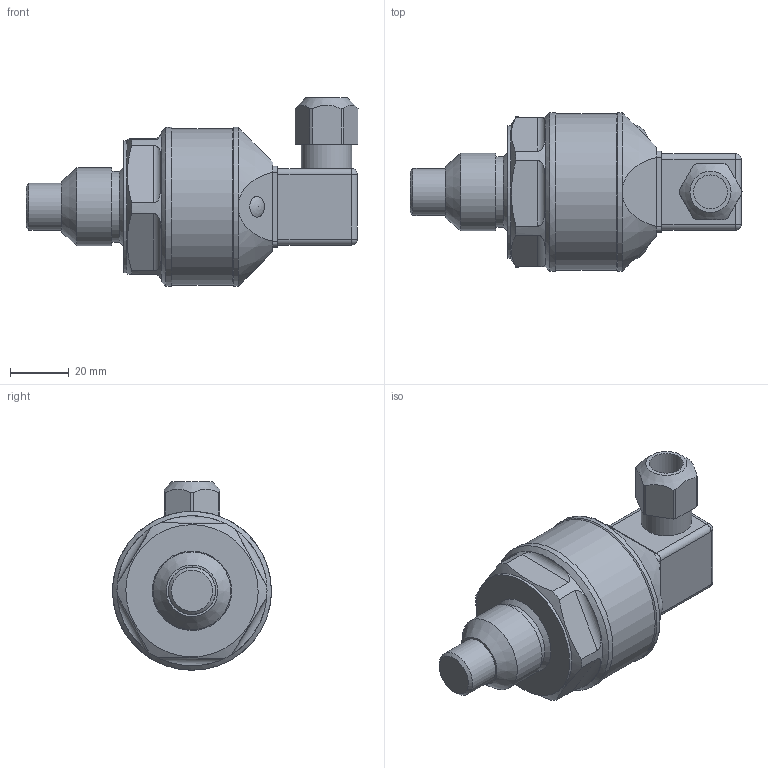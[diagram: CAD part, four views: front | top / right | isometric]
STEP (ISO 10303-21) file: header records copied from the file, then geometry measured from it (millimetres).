
FILE_DESCRIPTION(/* description */ ('Unknown'),/* implementation_level */ '2;1');
FILE_NAME(/* name */ 'ULM-53-N-01-G-_-G-T',/* time_stamp */ '2019-06-28T09:16:47+02:00',/* author */ ('Unknown'),/* organization */ ('Unknown'),/* preprocessor_version */ 'ST-DEVELOPER v16.7',/* originating_system */ 'DEX',/* authorisation */ $);
FILE_SCHEMA (('AUTOMOTIVE_DESIGN {1 0 10303 214 3 1 1}'));
Length unit declared in the file: millimetre
Products named in the file (1): ULM-53-N-01-G-_-G-T
Bounding box: 112.85 x 54 x 64.05 mm (x, y, z)
Volume: 73009.9 mm3; surface area: 35093.8 mm2
Topology: 9 solids, 9 shells, 201 faces, 433 edges, 273 vertices
Faces by surface type: plane 101, cylinder 70, cone 24, sphere 4, torus 2
Full cylindrical faces by diameter (mm): 2 x2, 3 x4, 3.2 x2, 7 x4, 11.5 x1, 12 x1, 14 x1, 14.917 x1, 16 x1, 16.2 x1, 16.5 x1, 17.2 x1, 18 x1, 24 x3, 26.441 x1, 27 x1, 38 x1, 42.7 x1, 44 x1, 45 x3, 49.8 x1, 50 x3, 50.6 x1, 53.2 x1, 54 x2
Entity records: 6117 total; most frequent: CARTESIAN_POINT 1000, DIRECTION 902, ORIENTED_EDGE 710, AXIS2_PLACEMENT_3D 377, EDGE_CURVE 355, FACE_BOUND 300, EDGE_LOOP 298, VERTEX_POINT 259
